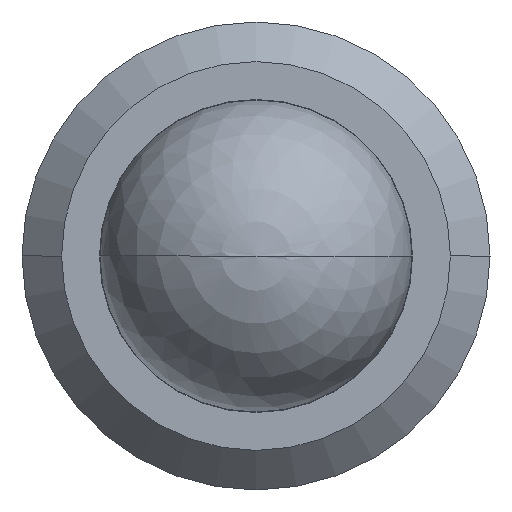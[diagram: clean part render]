
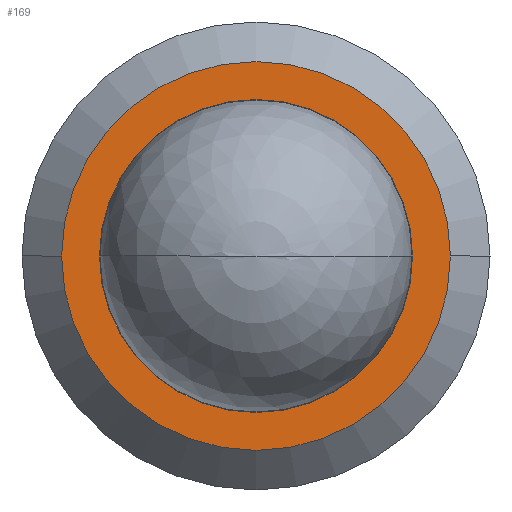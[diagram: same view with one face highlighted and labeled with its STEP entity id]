
A CAD part, left-side view. The second image highlights one B-rep face of the part: STEP entity #169.
In plain terms, the highlighted planar face has unit normal (-1, 0, 0).
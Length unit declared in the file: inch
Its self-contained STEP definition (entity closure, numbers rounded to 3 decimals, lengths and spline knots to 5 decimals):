
#7 = VERTEX_POINT ( 'NONE', #310 ) ;
#9 = VERTEX_POINT ( 'NONE', #284 ) ;
#90 = EDGE_CURVE ( 'NONE', #96, #91, #584, .T. ) ;
#91 = VERTEX_POINT ( 'NONE', #586 ) ;
#96 = VERTEX_POINT ( 'NONE', #559 ) ;
#98 = EDGE_CURVE ( 'NONE', #7, #9, #659, .T. ) ;
#168 = EDGE_LOOP ( 'NONE', ( #274, #196 ) ) ;
#169 = ADVANCED_FACE ( 'NONE', ( #535, #615 ), #612, .F. ) ;
#192 = ORIENTED_EDGE ( 'NONE', *, *, #90, .T. ) ;
#193 = EDGE_CURVE ( 'NONE', #9, #7, #771, .T. ) ;
#196 = ORIENTED_EDGE ( 'NONE', *, *, #98, .F. ) ;
#274 = ORIENTED_EDGE ( 'NONE', *, *, #193, .F. ) ;
#279 = EDGE_LOOP ( 'NONE', ( #280, #192 ) ) ;
#280 = ORIENTED_EDGE ( 'NONE', *, *, #282, .T. ) ;
#282 = EDGE_CURVE ( 'NONE', #91, #96, #995, .T. ) ;
#284 = CARTESIAN_POINT ( 'NONE',  ( -0.50239, -0.03398, -0.00803 ) ) ;
#310 = CARTESIAN_POINT ( 'NONE',  ( -0.50239, 0.04502, -0.00803 ) ) ;
#535 = FACE_OUTER_BOUND ( 'NONE', #279, .T. ) ;
#545 = AXIS2_PLACEMENT_3D ( 'NONE', #603, #599, #598 ) ;
#546 = DIRECTION ( 'NONE',  ( 0., 1., 0. ) ) ;
#547 = DIRECTION ( 'NONE',  ( -1., 0., 0. ) ) ;
#548 = CARTESIAN_POINT ( 'NONE',  ( -0.50239, 0.00552, -0.00803 ) ) ;
#549 = AXIS2_PLACEMENT_3D ( 'NONE', #548, #547, #546 ) ;
#559 = CARTESIAN_POINT ( 'NONE',  ( -0.50239, -0.04354, -0.00803 ) ) ;
#584 = CIRCLE ( 'NONE', #549, 0.04906 ) ;
#586 = CARTESIAN_POINT ( 'NONE',  ( -0.50239, 0.05457, -0.00803 ) ) ;
#598 = DIRECTION ( 'NONE',  ( 0., -1., 0. ) ) ;
#599 = DIRECTION ( 'NONE',  ( -1., 0., 0. ) ) ;
#603 = CARTESIAN_POINT ( 'NONE',  ( -0.50239, 0.00552, -0.00803 ) ) ;
#612 = PLANE ( 'NONE',  #678 ) ;
#615 = FACE_BOUND ( 'NONE', #168, .T. ) ;
#633 = DIRECTION ( 'NONE',  ( 0., 1., 0. ) ) ;
#634 = DIRECTION ( 'NONE',  ( 1., 0., 0. ) ) ;
#635 = CARTESIAN_POINT ( 'NONE',  ( -0.50239, 0.06457, -0.00803 ) ) ;
#659 = CIRCLE ( 'NONE', #545, 0.0395 ) ;
#678 = AXIS2_PLACEMENT_3D ( 'NONE', #635, #634, #633 ) ;
#763 = DIRECTION ( 'NONE',  ( 0., -1., 0. ) ) ;
#764 = DIRECTION ( 'NONE',  ( -1., 0., 0. ) ) ;
#769 = CARTESIAN_POINT ( 'NONE',  ( -0.50239, 0.00552, -0.00803 ) ) ;
#770 = AXIS2_PLACEMENT_3D ( 'NONE', #769, #764, #763 ) ;
#771 = CIRCLE ( 'NONE', #770, 0.0395 ) ;
#940 = DIRECTION ( 'NONE',  ( 0., 1., 0. ) ) ;
#941 = DIRECTION ( 'NONE',  ( -1., 0., 0. ) ) ;
#942 = CARTESIAN_POINT ( 'NONE',  ( -0.50239, 0.00552, -0.00803 ) ) ;
#995 = CIRCLE ( 'NONE', #1001, 0.04906 ) ;
#1001 = AXIS2_PLACEMENT_3D ( 'NONE', #942, #941, #940 ) ;
